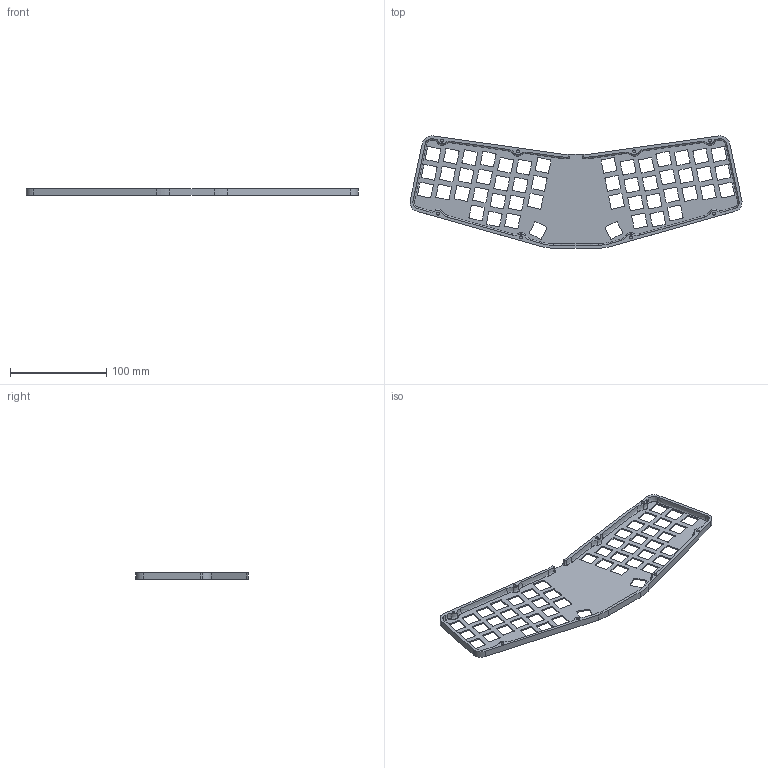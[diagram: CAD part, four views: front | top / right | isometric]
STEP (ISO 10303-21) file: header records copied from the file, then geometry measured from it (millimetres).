
FILE_DESCRIPTION (( 'STEP AP203' ), '1' );
FILE_NAME ('top_case_v2.STEP', '2024-09-13T13:49:21', ( '' ), ( '' ), 'SwSTEP 2.0', 'SolidWorks 2024', '' );
FILE_SCHEMA (( 'CONFIG_CONTROL_DESIGN' ));
Length unit declared in the file: millimetre
Products named in the file (1): top_case_v2
Bounding box: 344.3 x 116.49 x 7 mm (x, y, z)
Volume: 42879.1 mm3; surface area: 54296.8 mm2
Topology: 1 solids, 1 shells, 547 faces, 1611 edges, 1074 vertices
Faces by surface type: cylinder 275, plane 219, bspline 53
Entity records: 19339 total; most frequent: CARTESIAN_POINT 4506, ORIENTED_EDGE 3222, DIRECTION 2991, EDGE_CURVE 1611, VERTEX_POINT 1074, AXIS2_PLACEMENT_3D 1045, LINE 901, VECTOR 901
